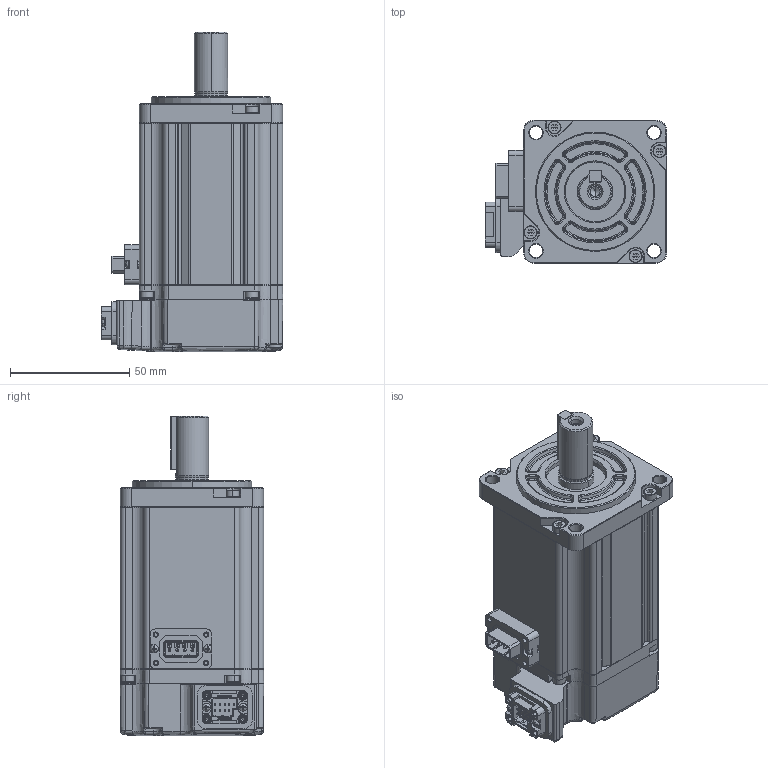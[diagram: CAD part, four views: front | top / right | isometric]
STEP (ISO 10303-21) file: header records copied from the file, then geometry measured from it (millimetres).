
FILE_DESCRIPTION (( 'STEP AP203' ), '1' );
FILE_NAME ('4611170001602.STEP', '2024-01-22T06:05:53', ( 'Windows User' ), ( 'P R C' ), 'SwSTEP 2.0', 'SolidWorks 2022', '' );
FILE_SCHEMA (( 'CONFIG_CONTROL_DESIGN' ));
Products named in the file (1): 4611170001602
Bounding box: 76.07 x 60.1 x 134 mm (x, y, z)
Surface area: 45944.2 mm2 (no closed solid volume)
Topology: 0 solids, 54 shells, 4145 faces, 11971 edges, 7699 vertices
Faces by surface type: plane 2152, cylinder 1266, bspline 383, cone 261, torus 79, sphere 4
Entity records: 168622 total; most frequent: CARTESIAN_POINT 67651, ORIENTED_EDGE 23397, DIRECTION 17237, EDGE_CURVE 11919, VERTEX_POINT 7699, LINE 5805, VECTOR 5805, AXIS2_PLACEMENT_3D 5716
